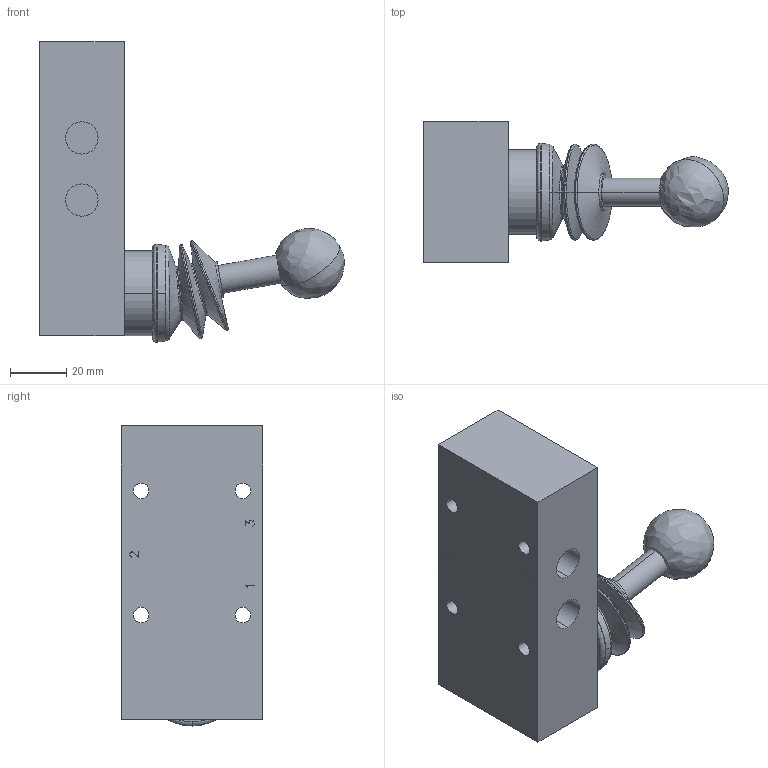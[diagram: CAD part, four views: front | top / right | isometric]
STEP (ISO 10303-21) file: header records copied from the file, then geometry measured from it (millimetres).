
FILE_DESCRIPTION (( 'STEP AP203' ), '1' );
FILE_NAME ('HF-14-310-Airtec.step', '2006-10-17T15:25:38', ( 'Gustaf Hederström' ), ( 'Cevican AB' ), 'SwSTEP 2.0', 'SolidWorks 2002308', '' );
FILE_SCHEMA (( 'CONFIG_CONTROL_DESIGN' ));
Length unit declared in the file: millimetre
Products named in the file (1): HF-14-310-Airtec
Bounding box: 107.99 x 50 x 106.3 mm (x, y, z)
Volume: 182264.3 mm3; surface area: 29951.7 mm2
Topology: 1 solids, 1 shells, 214 faces, 575 edges, 371 vertices
Faces by surface type: plane 152, bspline 34, cylinder 26, cone 2
Entity records: 10595 total; most frequent: CARTESIAN_POINT 5390, ORIENTED_EDGE 1142, DIRECTION 906, EDGE_CURVE 571, VECTOR 440, LINE 440, VERTEX_POINT 371, EDGE_LOOP 234
